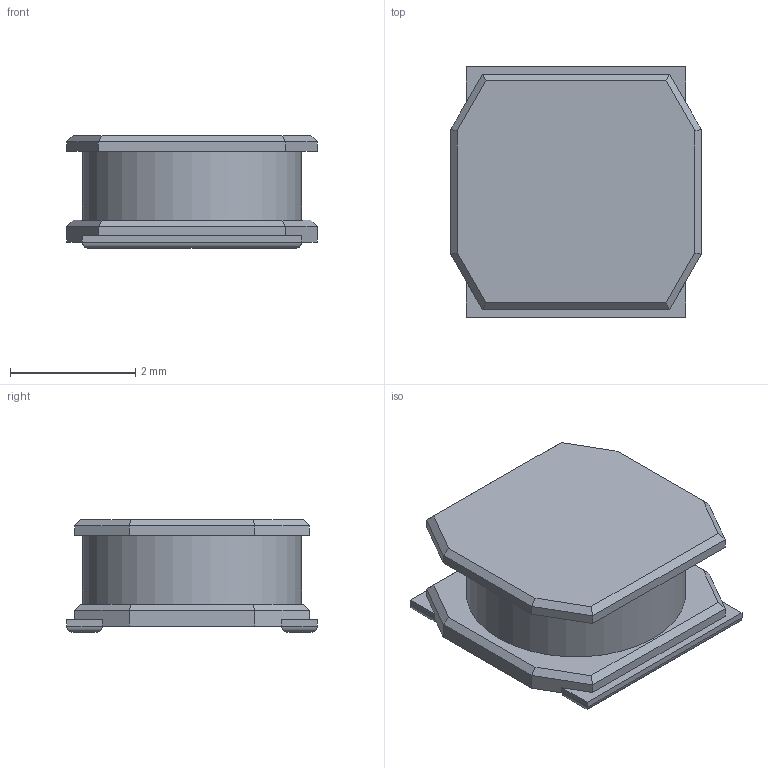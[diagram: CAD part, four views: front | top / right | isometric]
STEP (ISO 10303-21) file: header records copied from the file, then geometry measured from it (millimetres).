
FILE_DESCRIPTION(/* description */ (''),/* implementation_level */ '2;1');
FILE_NAME(/* name */ 'SRN4018.stp',/* time_stamp */ '2019-01-12T10:37:37+01:00',/* author */ ('sawaiz'),/* organization */ (''),/* preprocessor_version */ 'ST-DEVELOPER v17',/* originating_system */ 'Autodesk Inventor 2019',/* authorisation */ '');
FILE_SCHEMA (('AUTOMOTIVE_DESIGN { 1 0 10303 214 3 1 1 }'));
Length unit declared in the file: millimetre
Products named in the file (1): SRN4018
Bounding box: 4 x 4 x 1.8 mm (x, y, z)
Volume: 19.4 mm3; surface area: 59.3 mm2
Topology: 1 solids, 1 shells, 55 faces, 127 edges, 76 vertices
Faces by surface type: plane 46, cylinder 9
Full cylindrical faces by diameter (mm): 3.5 x1
Entity records: 1569 total; most frequent: CARTESIAN_POINT 259, ORIENTED_EDGE 254, DIRECTION 251, EDGE_CURVE 127, LINE 115, VECTOR 115, VERTEX_POINT 76, AXIS2_PLACEMENT_3D 68
